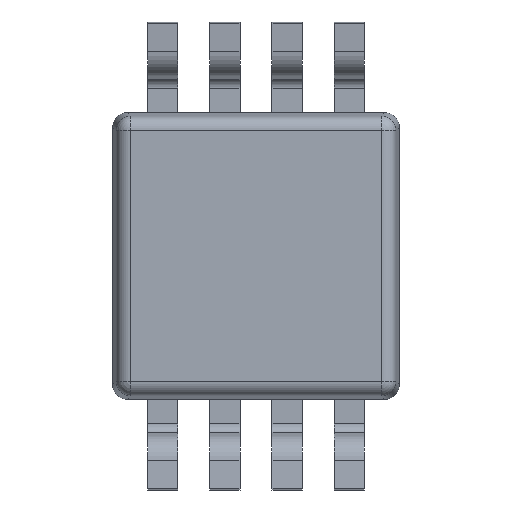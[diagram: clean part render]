
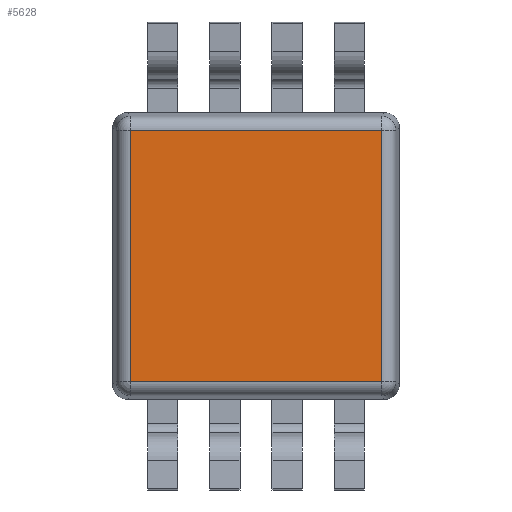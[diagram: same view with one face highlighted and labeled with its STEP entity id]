
A CAD part, front view. The second image highlights one B-rep face of the part: STEP entity #5628.
In plain terms, the highlighted planar face has unit normal (0, -1, 0).
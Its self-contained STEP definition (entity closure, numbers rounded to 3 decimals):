
#151 = DIRECTION ( 'NONE',  ( 1., 0., 0. ) ) ;
#168 = VECTOR ( 'NONE', #2714, 1000. ) ;
#507 = VECTOR ( 'NONE', #5594, 1000. ) ;
#567 = EDGE_CURVE ( 'NONE', #4347, #1096, #5071, .T. ) ;
#624 = AXIS2_PLACEMENT_3D ( 'NONE', #1788, #6149, #5684 ) ;
#632 = CARTESIAN_POINT ( 'NONE',  ( 1.446, -0.385, -1.315 ) ) ;
#718 = ORIENTED_EDGE ( 'NONE', *, *, #1644, .T. ) ;
#1096 = VERTEX_POINT ( 'NONE', #1605 ) ;
#1216 = DIRECTION ( 'NONE',  ( 0., 0., 1. ) ) ;
#1407 = ORIENTED_EDGE ( 'NONE', *, *, #567, .T. ) ;
#1605 = CARTESIAN_POINT ( 'NONE',  ( 1.315, -0.385, 1.315 ) ) ;
#1631 = VERTEX_POINT ( 'NONE', #5904 ) ;
#1644 = EDGE_CURVE ( 'NONE', #1917, #4347, #3945, .T. ) ;
#1756 = VECTOR ( 'NONE', #1216, 1000. ) ;
#1788 = CARTESIAN_POINT ( 'NONE',  ( 0., -0.385, 0. ) ) ;
#1917 = VERTEX_POINT ( 'NONE', #2422 ) ;
#2312 = CARTESIAN_POINT ( 'NONE',  ( -1.315, -0.385, -1.446 ) ) ;
#2422 = CARTESIAN_POINT ( 'NONE',  ( -1.315, -0.385, -1.315 ) ) ;
#2708 = VECTOR ( 'NONE', #151, 1000. ) ;
#2714 = DIRECTION ( 'NONE',  ( -1., 0., 0. ) ) ;
#3063 = CARTESIAN_POINT ( 'NONE',  ( 1.315, -0.385, -1.315 ) ) ;
#3318 = LINE ( 'NONE', #2312, #507 ) ;
#3945 = LINE ( 'NONE', #632, #2708 ) ;
#4347 = VERTEX_POINT ( 'NONE', #3063 ) ;
#4355 = ORIENTED_EDGE ( 'NONE', *, *, #5435, .T. ) ;
#4596 = CARTESIAN_POINT ( 'NONE',  ( 1.315, -0.385, 1.446 ) ) ;
#4616 = CARTESIAN_POINT ( 'NONE',  ( -1.446, -0.385, 1.315 ) ) ;
#4787 = FACE_OUTER_BOUND ( 'NONE', #6060, .T. ) ;
#4840 = EDGE_CURVE ( 'NONE', #1631, #1917, #3318, .T. ) ;
#5071 = LINE ( 'NONE', #4596, #1756 ) ;
#5435 = EDGE_CURVE ( 'NONE', #1096, #1631, #5977, .T. ) ;
#5594 = DIRECTION ( 'NONE',  ( 0., 0., -1. ) ) ;
#5628 = ADVANCED_FACE ( 'NONE', ( #4787 ), #5660, .T. ) ;
#5660 = PLANE ( 'NONE',  #624 ) ;
#5684 = DIRECTION ( 'NONE',  ( 0., 0., -1. ) ) ;
#5726 = ORIENTED_EDGE ( 'NONE', *, *, #4840, .T. ) ;
#5904 = CARTESIAN_POINT ( 'NONE',  ( -1.315, -0.385, 1.315 ) ) ;
#5977 = LINE ( 'NONE', #4616, #168 ) ;
#6060 = EDGE_LOOP ( 'NONE', ( #718, #1407, #4355, #5726 ) ) ;
#6149 = DIRECTION ( 'NONE',  ( 0., -1., 0. ) ) ;
